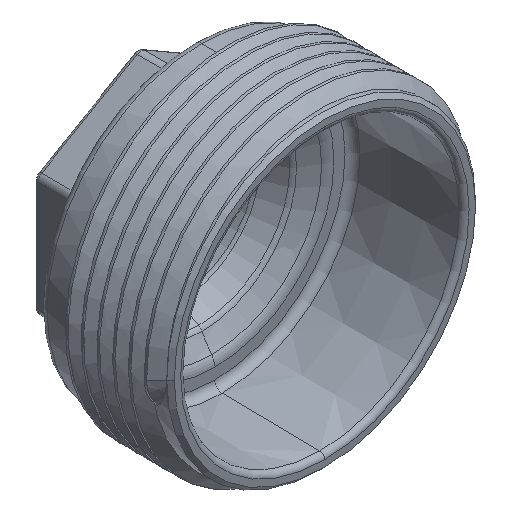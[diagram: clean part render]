
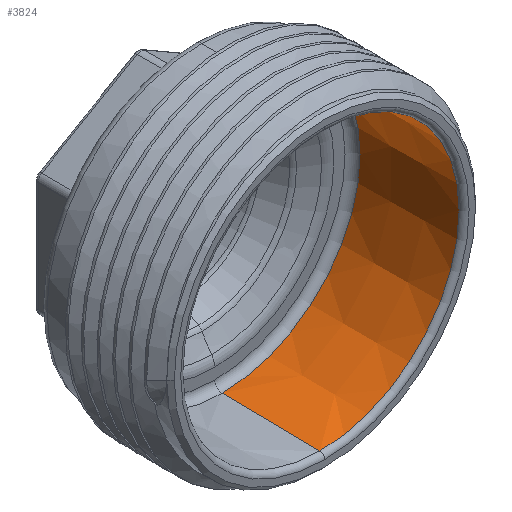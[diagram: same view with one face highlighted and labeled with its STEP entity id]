
A CAD part, isometric view. The second image highlights one B-rep face of the part: STEP entity #3824.
In plain terms, the highlighted conical face has half-angle 0.75 degrees and reference radius 13.956 mm.
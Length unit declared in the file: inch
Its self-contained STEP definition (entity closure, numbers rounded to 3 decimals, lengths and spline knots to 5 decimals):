
#1394=CARTESIAN_POINT('',(0.,0.01974,0.));
#1395=DIRECTION('',(0.,-1.,0.));
#1396=DIRECTION('',(0.,0.,-1.));
#1397=AXIS2_PLACEMENT_3D('',#1394,#1395,#1396);
#1399=DIRECTION('',(0.,1.,0.013));
#1400=VECTOR('',#1399,0.38769);
#1401=CARTESIAN_POINT('',(0.,0.01974,-0.55199));
#1402=LINE('',#1401,#1400);
#1403=CARTESIAN_POINT('',(0.,0.40739,0.));
#1404=DIRECTION('',(0.,1.,0.));
#1405=DIRECTION('',(0.,0.,1.));
#1406=AXIS2_PLACEMENT_3D('',#1403,#1404,#1405);
#1408=DIRECTION('',(0.,1.,-0.013));
#1409=VECTOR('',#1408,0.38769);
#1410=CARTESIAN_POINT('',(0.,0.01974,0.55199));
#1411=LINE('',#1410,#1409);
#2472=CARTESIAN_POINT('',(0.,0.40739,-0.54692));
#2473=CARTESIAN_POINT('',(0.,0.40739,0.54692));
#2474=VERTEX_POINT('',#2472);
#2475=VERTEX_POINT('',#2473);
#2476=CARTESIAN_POINT('',(0.,0.01974,-0.55199));
#2477=CARTESIAN_POINT('',(0.,0.01974,0.55199));
#2478=VERTEX_POINT('',#2476);
#2479=VERTEX_POINT('',#2477);
#3810=CARTESIAN_POINT('',(0.,0.21357,0.));
#3811=DIRECTION('',(0.,-1.,0.));
#3812=DIRECTION('',(0.,0.,1.));
#3813=AXIS2_PLACEMENT_3D('',#3810,#3811,#3812);
#3814=CONICAL_SURFACE('',#3813,0.54945,0.75);
#3815=ORIENTED_EDGE('',*,*,#3800,.F.);
#3817=ORIENTED_EDGE('',*,*,#3816,.T.);
#3819=ORIENTED_EDGE('',*,*,#3818,.F.);
#3821=ORIENTED_EDGE('',*,*,#3820,.F.);
#3822=EDGE_LOOP('',(#3815,#3817,#3819,#3821));
#3823=FACE_OUTER_BOUND('',#3822,.F.);
#3824=ADVANCED_FACE('',(#3823),#3814,.F.);
#1398=CIRCLE('',#1397,0.55199);
#1407=CIRCLE('',#1406,0.54692);
#3800=EDGE_CURVE('',#2478,#2479,#1398,.T.);
#3816=EDGE_CURVE('',#2478,#2474,#1402,.T.);
#3818=EDGE_CURVE('',#2475,#2474,#1407,.T.);
#3820=EDGE_CURVE('',#2479,#2475,#1411,.T.);
